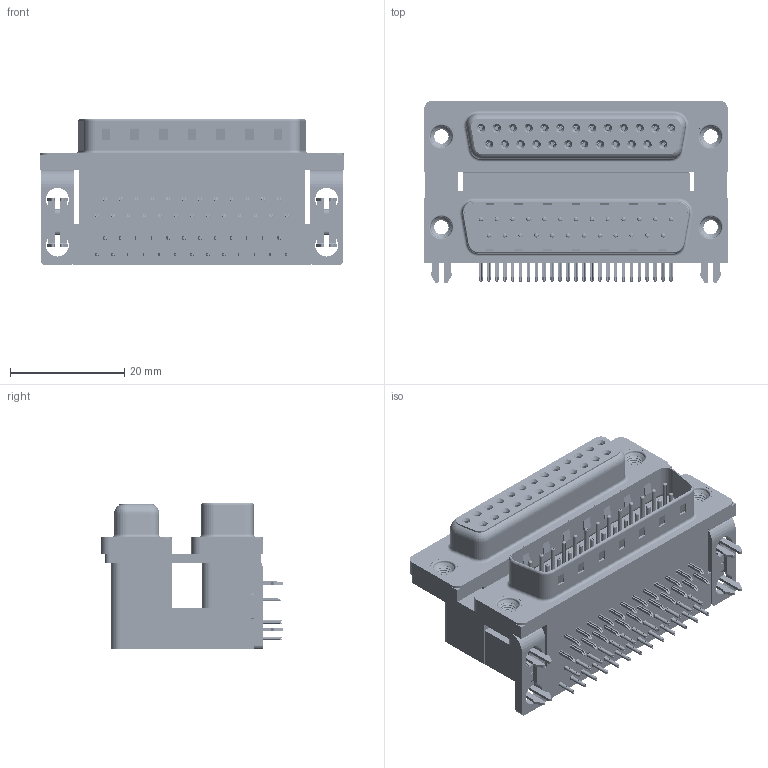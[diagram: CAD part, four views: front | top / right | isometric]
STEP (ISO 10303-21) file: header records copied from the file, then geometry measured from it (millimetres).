
FILE_DESCRIPTION (( 'STEP AP203' ), '1' );
FILE_NAME ('664-025-364-031.STEP', '2022-06-20T17:25:59', ( '' ), ( '' ), 'SwSTEP 2.0', 'SolidWorks 2020', '' );
FILE_SCHEMA (( 'CONFIG_CONTROL_DESIGN' ));
Length unit declared in the file: millimetre
Products named in the file (13): 664 Contact Bottom Upper_L; 664 Threaded Rivet_M3; 664 Contact Bottom Lower; 664 Contact Top Lower; 664 Shell Receptacle_25 Contacts; 664 Housing Lower_25 Contacts; 664 Housing Upper_25 Contacts L; 664 Contact Top Upper_L; 664 Shell Plug_25 Contacts; 664 Housing Spacer_25 Contacts L; 664 2 Prong Board Lock_3; 664-025-364-031; 664 Mounting Bracket_2ProngL
Assembly tree (63 placements, depth 2):
  664-025-364-031
    664 Housing Lower_25 Contacts
    664 Housing Spacer_25 Contacts L
    664 Housing Upper_25 Contacts L
    664 Shell Plug_25 Contacts
    664 Shell Receptacle_25 Contacts
    664 Contact Bottom Lower  x12
    664 Contact Top Lower  x13
    664 Contact Bottom Upper_L  x12
    664 Contact Top Upper_L  x13
    664 Mounting Bracket_2ProngL  x2
    664 2 Prong Board Lock_3  x2
    664 Threaded Rivet_M3  x4
Bounding box: 53.04 x 31.93 x 25.6 mm (x, y, z)
Volume: 21537.8 mm3; surface area: 23451.1 mm2
Topology: 63 solids, 63 shells, 6359 faces, 16403 edges, 10257 vertices
Faces by surface type: plane 3359, cylinder 1601, bspline 864, cone 316, torus 219
Entity records: 57432 total; most frequent: CARTESIAN_POINT 14176, ORIENTED_EDGE 8440, DIRECTION 8087, EDGE_CURVE 4220, LINE 3067, VECTOR 3067, VERTEX_POINT 2713, AXIS2_PLACEMENT_3D 2510
